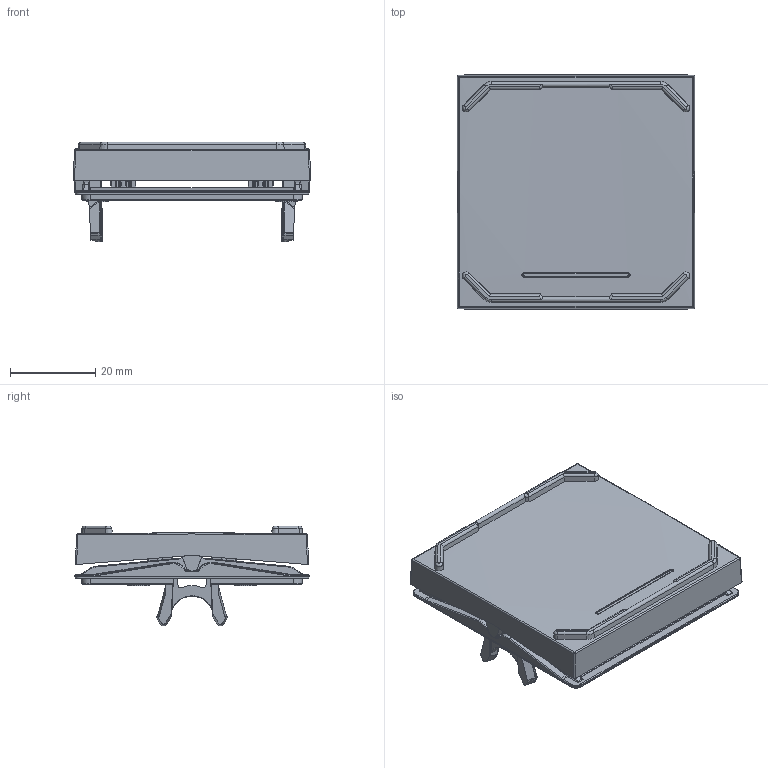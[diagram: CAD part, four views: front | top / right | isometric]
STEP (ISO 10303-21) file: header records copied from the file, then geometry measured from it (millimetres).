
FILE_DESCRIPTION((''),'2;1');
FILE_NAME('WAW1096WG_ASM','2025-03-12T16:24:17',('colosir'),(''),'CREO PARAMETRIC BY PTC INC, 2023154','CREO PARAMETRIC BY PTC INC, 2023154','');
FILE_SCHEMA(('AUTOMOTIVE_DESIGN { 1 0 10303 214 1 1 1 1 }'));
Products named in the file (6): W4G0201_18; W1D1222_00; W1A2306_99; W3A0383_80; STABFUEHRUNG_1000006337_PAE_000_AA; WAW1096WG_ASM
Assembly tree (6 placements, depth 2):
  WAW1096WG_ASM
    W4G0201_18
    W1D1222_00
    W1A2306_99
    W3A0383_80
    STABFUEHRUNG_1000006337_PAE_000_AA  x2
Bounding box: 55.6 x 54.8 x 23.37 mm (x, y, z)
Volume: 13780.2 mm3; surface area: 15888.4 mm2
Topology: 5 solids, 5 shells, 3722 faces, 9751 edges, 6142 vertices
Faces by surface type: plane 2086, cylinder 672, bspline 476, extrusion 174, torus 123, cone 101, sphere 90
Entity records: 138965 total; most frequent: CARTESIAN_POINT 52388, ORIENTED_EDGE 19234, DIRECTION 15746, EDGE_CURVE 9617, VECTOR 6762, LINE 6588, VERTEX_POINT 6076, AXIS2_PLACEMENT_3D 4492
